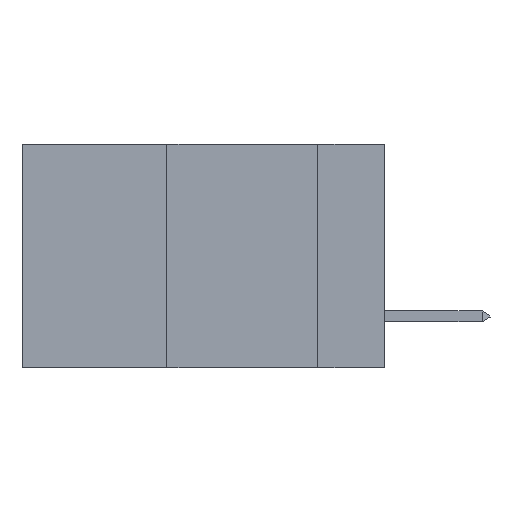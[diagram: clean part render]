
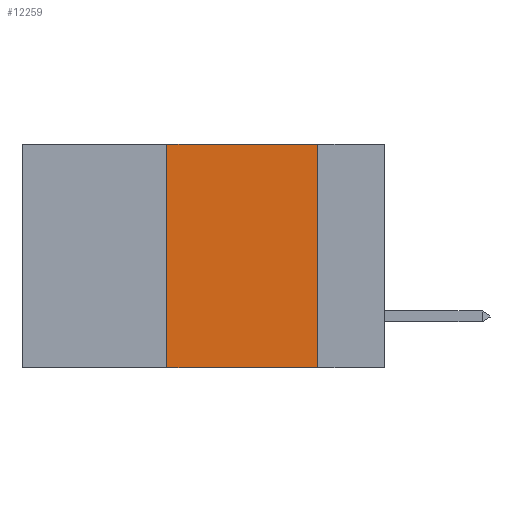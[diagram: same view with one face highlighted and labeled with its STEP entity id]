
A CAD part, left-side view. The second image highlights one B-rep face of the part: STEP entity #12259.
In plain terms, the highlighted planar face has unit normal (-1, 0, 0).
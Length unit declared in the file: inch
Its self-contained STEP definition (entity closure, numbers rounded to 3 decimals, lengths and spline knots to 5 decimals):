
#57 = VECTOR ( 'NONE', #11176, 39.37008 ) ;
#651 = LINE ( 'NONE', #9918, #19852 ) ;
#981 = EDGE_CURVE ( 'NONE', #7839, #9218, #15999, .T. ) ;
#1333 = DIRECTION ( 'NONE',  ( 1., 0., 0. ) ) ;
#1728 = VERTEX_POINT ( 'NONE', #3206 ) ;
#2886 = DIRECTION ( 'NONE',  ( 0., 0., -1. ) ) ;
#3206 = CARTESIAN_POINT ( 'NONE',  ( 0., 0.11, 0. ) ) ;
#3506 = LINE ( 'NONE', #12054, #10964 ) ;
#3731 = EDGE_LOOP ( 'NONE', ( #16401, #12617, #13307, #19174 ) ) ;
#5977 = DIRECTION ( 'NONE',  ( 0., 0., 1. ) ) ;
#6062 = DIRECTION ( 'NONE',  ( 0., -1., 0. ) ) ;
#6746 = EDGE_CURVE ( 'NONE', #7839, #18228, #3506, .T. ) ;
#6950 = DIRECTION ( 'NONE',  ( 0., -1., 0. ) ) ;
#7839 = VERTEX_POINT ( 'NONE', #17178 ) ;
#9218 = VERTEX_POINT ( 'NONE', #15001 ) ;
#9918 = CARTESIAN_POINT ( 'NONE',  ( 0., 0.6, 0. ) ) ;
#9955 = EDGE_CURVE ( 'NONE', #1728, #18228, #19729, .T. ) ;
#10964 = VECTOR ( 'NONE', #6062, 39.37008 ) ;
#11119 = CARTESIAN_POINT ( 'NONE',  ( 0., 0.11, -0.37 ) ) ;
#11176 = DIRECTION ( 'NONE',  ( 0., 0., -1. ) ) ;
#12054 = CARTESIAN_POINT ( 'NONE',  ( 0., 0.6, -0.37 ) ) ;
#12259 = ADVANCED_FACE ( 'NONE', ( #14715 ), #17307, .F. ) ;
#12617 = ORIENTED_EDGE ( 'NONE', *, *, #13445, .F. ) ;
#13307 = ORIENTED_EDGE ( 'NONE', *, *, #981, .F. ) ;
#13445 = EDGE_CURVE ( 'NONE', #9218, #1728, #651, .T. ) ;
#14715 = FACE_OUTER_BOUND ( 'NONE', #3731, .T. ) ;
#15001 = CARTESIAN_POINT ( 'NONE',  ( 0., 0.36, 0. ) ) ;
#15107 = CARTESIAN_POINT ( 'NONE',  ( 0., 0.11, 0. ) ) ;
#15496 = VECTOR ( 'NONE', #5977, 39.37008 ) ;
#15801 = AXIS2_PLACEMENT_3D ( 'NONE', #15862, #1333, #2886 ) ;
#15862 = CARTESIAN_POINT ( 'NONE',  ( 0., 0.6, 0. ) ) ;
#15999 = LINE ( 'NONE', #17056, #15496 ) ;
#16401 = ORIENTED_EDGE ( 'NONE', *, *, #9955, .F. ) ;
#17056 = CARTESIAN_POINT ( 'NONE',  ( 0., 0.36, 0. ) ) ;
#17178 = CARTESIAN_POINT ( 'NONE',  ( 0., 0.36, -0.37 ) ) ;
#17307 = PLANE ( 'NONE',  #15801 ) ;
#18228 = VERTEX_POINT ( 'NONE', #11119 ) ;
#19174 = ORIENTED_EDGE ( 'NONE', *, *, #6746, .T. ) ;
#19729 = LINE ( 'NONE', #15107, #57 ) ;
#19852 = VECTOR ( 'NONE', #6950, 39.37008 ) ;
